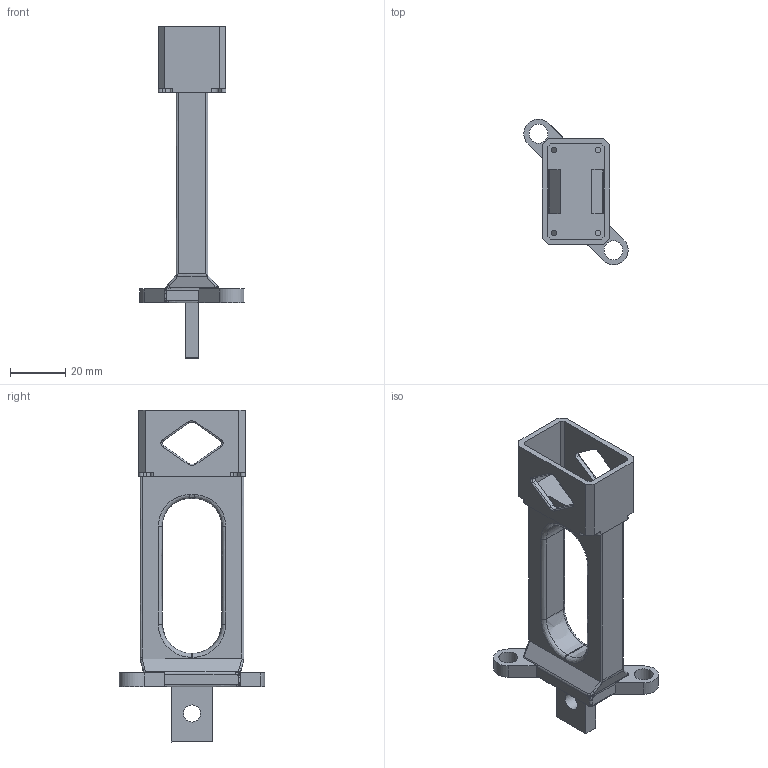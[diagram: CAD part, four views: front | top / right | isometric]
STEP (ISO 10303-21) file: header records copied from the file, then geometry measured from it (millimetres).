
FILE_DESCRIPTION(/* description */ ('','CAx-IF Rec.Pracs.---Representation and Presentation of Product Manufacturing Information (PMI)---4.0---2014-10-13'),/* implementation_level */ '2;1');
FILE_NAME(/* name */ 'ARM_6.step',/* time_stamp */ '2025-02-11T17:48:39+08:00',/* author */ (''),/* organization */ (''),/* preprocessor_version */ 'ST-DEVELOPER v20',/* originating_system */ 'Autodesk Translation Framework v13.20.0.188',/* authorisation */ '');
FILE_SCHEMA (('AP242_MANAGED_MODEL_BASED_3D_ENGINEERING_MIM_LF { 1 0 10303 442 1 1 4 }'));
Length unit declared in the file: millimetre
Products named in the file (1): 件7(镜像)
Bounding box: 37.64 x 52.64 x 120 mm (x, y, z)
Volume: 30296.7 mm3; surface area: 15086.6 mm2
Topology: 1 solids, 1 shells, 189 faces, 516 edges, 328 vertices
Faces by surface type: bspline 71, plane 71, cylinder 39, torus 8
Full cylindrical faces by diameter (mm): 2.05 x4, 6.2 x1, 6.807 x2
Entity records: 10557 total; most frequent: CARTESIAN_POINT 6298, ORIENTED_EDGE 1032, DIRECTION 612, EDGE_CURVE 516, VERTEX_POINT 328, B_SPLINE_CURVE_WITH_KNOTS 226, EDGE_LOOP 212, LINE 206
